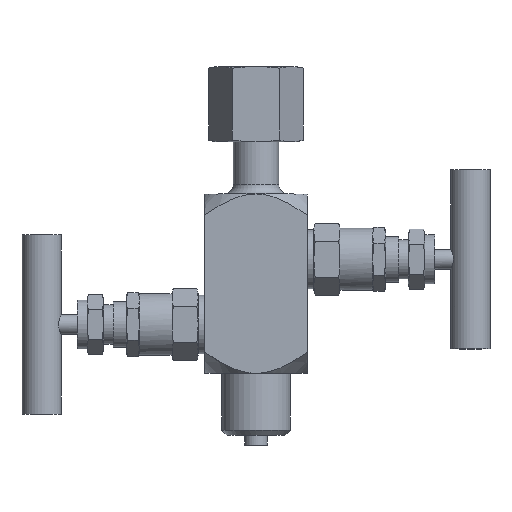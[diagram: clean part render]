
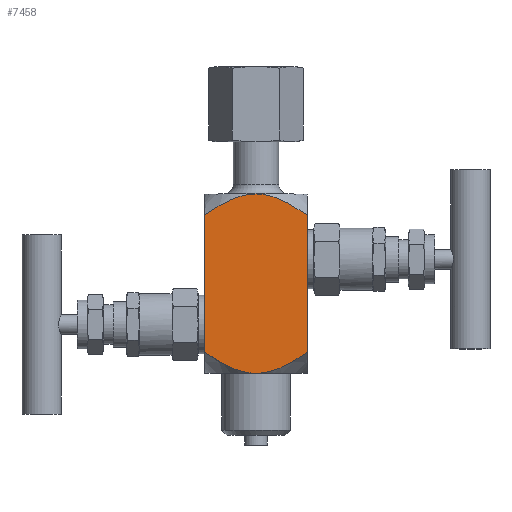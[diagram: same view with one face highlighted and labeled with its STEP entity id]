
A CAD part, top view. The second image highlights one B-rep face of the part: STEP entity #7458.
In plain terms, the highlighted planar face has unit normal (0, 0, 1).
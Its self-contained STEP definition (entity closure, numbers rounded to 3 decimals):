
#180=(
BOUNDED_CURVE()
B_SPLINE_CURVE(2,(#11288,#11289,#11290),.UNSPECIFIED.,.F.,.F.)
B_SPLINE_CURVE_WITH_KNOTS((3,3),(1.617,3.987),
 .UNSPECIFIED.)
CURVE()
GEOMETRIC_REPRESENTATION_ITEM()
RATIONAL_B_SPLINE_CURVE((1.141,1.173,1.))
REPRESENTATION_ITEM('')
);
#183=(
BOUNDED_CURVE()
B_SPLINE_CURVE(2,(#11299,#11300,#11301),.UNSPECIFIED.,.F.,.F.)
B_SPLINE_CURVE_WITH_KNOTS((3,3),(3.987,6.358),
 .UNSPECIFIED.)
CURVE()
GEOMETRIC_REPRESENTATION_ITEM()
RATIONAL_B_SPLINE_CURVE((1.,1.173,1.141))
REPRESENTATION_ITEM('')
);
#189=(
BOUNDED_CURVE()
B_SPLINE_CURVE(2,(#11331,#11332,#11333),.UNSPECIFIED.,.F.,.F.)
B_SPLINE_CURVE_WITH_KNOTS((3,3),(1.05,3.207),
 .UNSPECIFIED.)
CURVE()
GEOMETRIC_REPRESENTATION_ITEM()
RATIONAL_B_SPLINE_CURVE((1.1,1.152,1.))
REPRESENTATION_ITEM('')
);
#190=(
BOUNDED_CURVE()
B_SPLINE_CURVE(2,(#11336,#11337,#11338),.UNSPECIFIED.,.F.,.F.)
B_SPLINE_CURVE_WITH_KNOTS((3,3),(3.207,5.365),
 .UNSPECIFIED.)
CURVE()
GEOMETRIC_REPRESENTATION_ITEM()
RATIONAL_B_SPLINE_CURVE((1.,1.152,1.1))
REPRESENTATION_ITEM('')
);
#584=PLANE('',#8027);
#980=LINE('',#11319,#1526);
#981=LINE('',#11344,#1527);
#1526=VECTOR('',#9203,10.);
#1527=VECTOR('',#9222,10.);
#2036=FACE_OUTER_BOUND('',#2509,.T.);
#2509=EDGE_LOOP('',(#5750,#5751,#5752,#5753,#5754,#5755));
#3180=VERTEX_POINT('',#10546);
#3400=VERTEX_POINT('',#11287);
#3401=VERTEX_POINT('',#11295);
#3403=VERTEX_POINT('',#11315);
#3405=VERTEX_POINT('',#11329);
#3406=VERTEX_POINT('',#11335);
#4253=EDGE_CURVE('',#3400,#3180,#180,.T.);
#4256=EDGE_CURVE('',#3180,#3401,#183,.T.);
#4261=EDGE_CURVE('',#3403,#3401,#980,.T.);
#4266=EDGE_CURVE('',#3403,#3405,#189,.T.);
#4267=EDGE_CURVE('',#3405,#3406,#190,.T.);
#4270=EDGE_CURVE('',#3406,#3400,#981,.T.);
#5750=ORIENTED_EDGE('',*,*,#4256,.T.);
#5751=ORIENTED_EDGE('',*,*,#4261,.F.);
#5752=ORIENTED_EDGE('',*,*,#4266,.T.);
#5753=ORIENTED_EDGE('',*,*,#4267,.T.);
#5754=ORIENTED_EDGE('',*,*,#4270,.T.);
#5755=ORIENTED_EDGE('',*,*,#4253,.T.);
#7458=ADVANCED_FACE('',(#2036),#584,.T.);
#8027=AXIS2_PLACEMENT_3D('',#11343,#9220,#9221);
#9203=DIRECTION('',(0.,1.,0.));
#9220=DIRECTION('center_axis',(0.,0.,1.));
#9221=DIRECTION('ref_axis',(1.,0.,0.));
#9222=DIRECTION('',(0.,1.,0.));
#10546=CARTESIAN_POINT('',(0.,55.,15.75));
#11287=CARTESIAN_POINT('',(15.75,48.476,15.75));
#11288=CARTESIAN_POINT('Ctrl Pts',(15.75,48.476,15.75));
#11289=CARTESIAN_POINT('Ctrl Pts',(6.524,55.,15.75));
#11290=CARTESIAN_POINT('Ctrl Pts',(0.,55.,15.75));
#11295=CARTESIAN_POINT('',(-15.75,48.476,15.75));
#11299=CARTESIAN_POINT('Ctrl Pts',(0.,55.,15.75));
#11300=CARTESIAN_POINT('Ctrl Pts',(-6.524,55.,15.75));
#11301=CARTESIAN_POINT('Ctrl Pts',(-15.75,48.476,15.75));
#11315=CARTESIAN_POINT('',(-15.75,6.524,15.75));
#11319=CARTESIAN_POINT('',(-15.75,0.,15.75));
#11329=CARTESIAN_POINT('',(0.,0.,15.75));
#11331=CARTESIAN_POINT('Ctrl Pts',(-15.75,6.524,15.75));
#11332=CARTESIAN_POINT('Ctrl Pts',(-6.524,0.,
15.75));
#11333=CARTESIAN_POINT('Ctrl Pts',(0.,0.,15.75));
#11335=CARTESIAN_POINT('',(15.75,6.524,15.75));
#11336=CARTESIAN_POINT('Ctrl Pts',(0.,0.,15.75));
#11337=CARTESIAN_POINT('Ctrl Pts',(6.524,0.,
15.75));
#11338=CARTESIAN_POINT('Ctrl Pts',(15.75,6.524,15.75));
#11343=CARTESIAN_POINT('Origin',(-15.75,0.,15.75));
#11344=CARTESIAN_POINT('',(15.75,0.,15.75));
